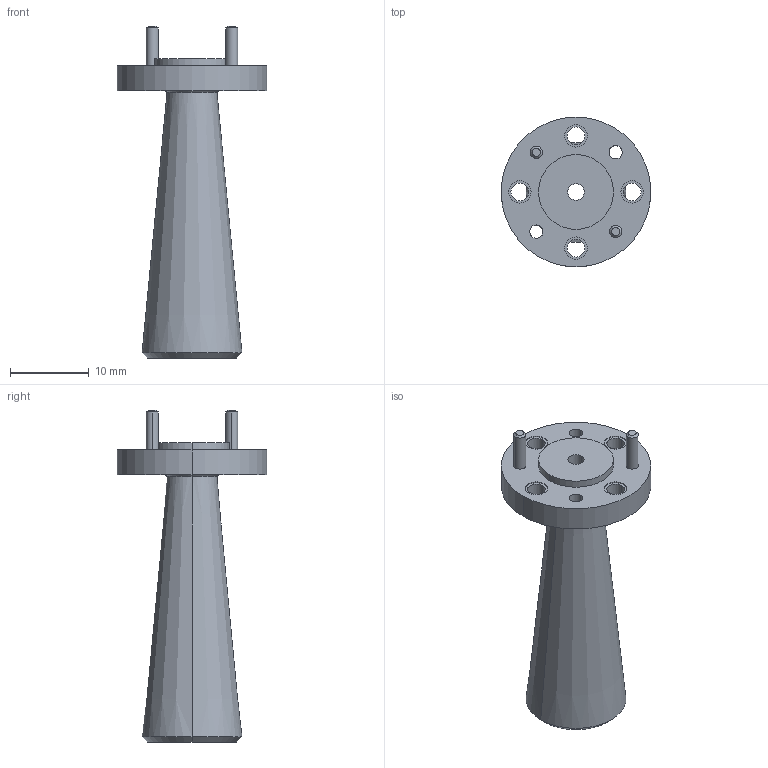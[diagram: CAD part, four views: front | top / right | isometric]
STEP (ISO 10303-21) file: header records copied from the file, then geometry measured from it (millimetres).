
FILE_DESCRIPTION (( 'STEP AP214' ), '1' );
FILE_NAME ('PEWAN1063-FMWAN1063.step', '2021-05-25T15:54:18', ( '' ), ( '' ), 'SwSTEP 2.0', 'SolidWorks 2020', '' );
FILE_SCHEMA (( 'AUTOMOTIVE_DESIGN' ));
Length unit declared in the file: inch
Products named in the file (1): PEWAN1063-FMWAN1063
Bounding box: 19.05 x 19.05 x 42.24 mm (x, y, z)
Volume: 2300.5 mm3; surface area: 2621.2 mm2
Topology: 1 solids, 1 shells, 64 faces, 140 edges, 90 vertices
Faces by surface type: cylinder 38, plane 14, cone 10, torus 2
Entity records: 1916 total; most frequent: DIRECTION 362, CARTESIAN_POINT 295, ORIENTED_EDGE 280, AXIS2_PLACEMENT_3D 157, EDGE_CURVE 140, CIRCLE 92, VERTEX_POINT 90, EDGE_LOOP 90
